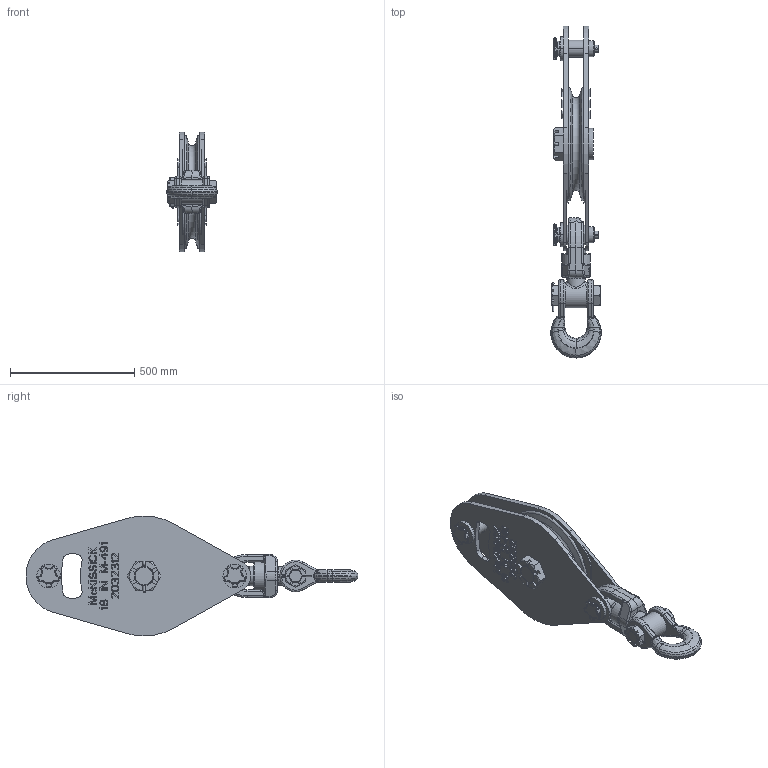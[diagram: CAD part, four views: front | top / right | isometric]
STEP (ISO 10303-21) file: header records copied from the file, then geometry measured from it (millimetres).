
FILE_DESCRIPTION((''),'2;1');
FILE_NAME('MCKISSICK_M-491_18_2032312','2012-03-28T',('Alan Doughty'),('The Crosby Group LLC'),'PRO/ENGINEER BY PARAMETRIC TECHNOLOGY CORPORATION, 2010280','PRO/ENGINEER BY PARAMETRIC TECHNOLOGY CORPORATION, 2010280','');
FILE_SCHEMA(('CONFIG_CONTROL_DESIGN'));
Products named in the file (1): MCKISSICK_M-491_18_2032312
Bounding box: 203.2 x 1336.78 x 482.6 mm (x, y, z)
Volume: 20448752.6 mm3; surface area: 2216362 mm2
Topology: 4 solids, 19 shells, 3075 faces, 8366 edges, 5382 vertices
Faces by surface type: plane 2122, cylinder 329, bspline 268, cone 123, torus 111, extrusion 76, sphere 46
Entity records: 115147 total; most frequent: CARTESIAN_POINT 41090, ORIENTED_EDGE 16634, DIRECTION 13280, EDGE_CURVE 8321, VECTOR 5748, LINE 5672, VERTEX_POINT 5382, AXIS2_PLACEMENT_3D 3766
